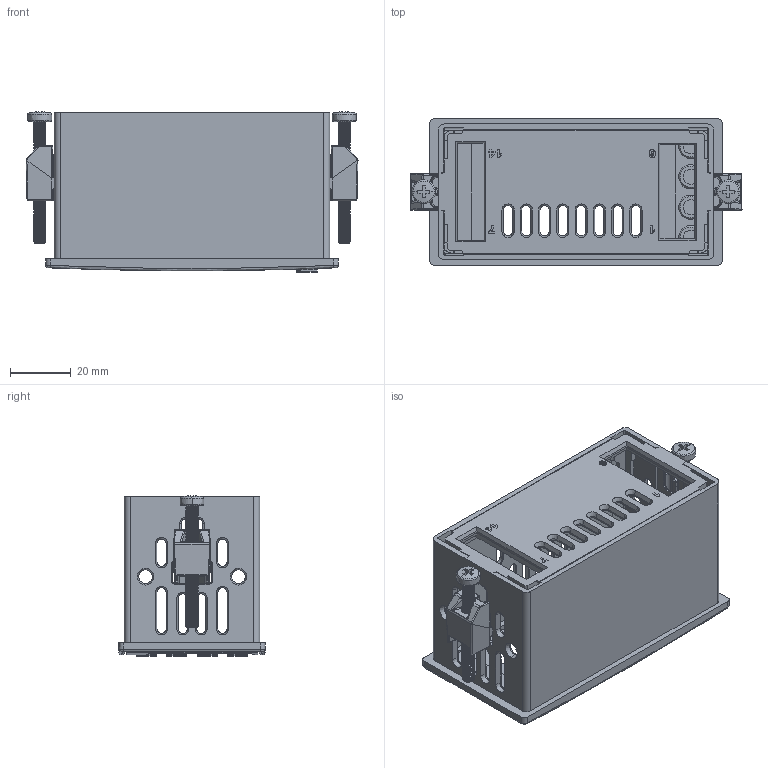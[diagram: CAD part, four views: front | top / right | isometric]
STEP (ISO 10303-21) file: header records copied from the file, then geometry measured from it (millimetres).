
FILE_DESCRIPTION((''),'2;1');
FILE_NAME('STR_COMPLETO_SW0001','2016-03-08T',('emiliano'),('NYSS'),'CREO PARAMETRIC BY PTC INC, 2014500','CREO PARAMETRIC BY PTC INC, 2014500','');
FILE_SCHEMA(('CONFIG_CONTROL_DESIGN'));
Products named in the file (1): STR_COMPLETO_SW0001
Bounding box: 109 x 48 x 52.73 mm (x, y, z)
Volume: 39380.8 mm3; surface area: 48153.2 mm2
Topology: 1 solids, 1 shells, 2455 faces, 6472 edges, 4072 vertices
Faces by surface type: plane 903, cylinder 796, bspline 262, extrusion 232, cone 122, torus 100, sphere 40
Entity records: 118215 total; most frequent: CARTESIAN_POINT 49804, ORIENTED_EDGE 12944, DIRECTION 9887, EDGE_CURVE 6472, VERTEX_POINT 4072, VECTOR 3687, LINE 3455, AXIS2_PLACEMENT_3D 3100
